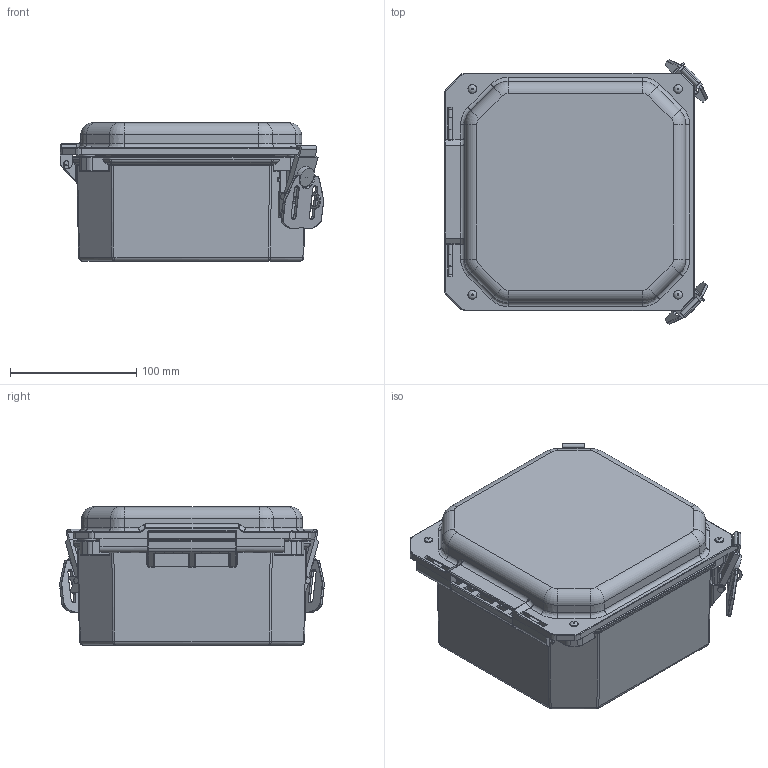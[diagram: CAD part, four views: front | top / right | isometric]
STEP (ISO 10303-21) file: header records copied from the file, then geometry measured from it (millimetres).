
FILE_DESCRIPTION (( 'STEP AP214' ), '1' );
FILE_NAME ('FRCC60604HLL.STEP', '2018-11-01T15:48:48', ( '' ), ( '' ), 'SwSTEP 2.0', 'SolidWorks 2018', '' );
FILE_SCHEMA (( 'AUTOMOTIVE_DESIGN' ));
Length unit declared in the file: inch
Products named in the file (1): FRCC60604HLL
Bounding box: 208.63 x 209.83 x 109.52 mm (x, y, z)
Volume: 534019.6 mm3; surface area: 330420.6 mm2
Topology: 35 solids, 35 shells, 2191 faces, 5222 edges, 3054 vertices
Faces by surface type: cylinder 845, plane 648, bspline 576, cone 102, torus 20
Full cylindrical faces by diameter (mm): 1.267 x4, 1.27 x2, 2.489 x4, 3.429 x4, 3.48 x2, 3.81 x4, 3.861 x8, 3.962 x12, 5.08 x4, 5.3 x4, 5.563 x4, 6.248 x12, 6.401 x4, 7.925 x6, 9.22 x2, 15.24 x2
Entity records: 115857 total; most frequent: CARTESIAN_POINT 42690, ORIENTED_EDGE 9984, DIRECTION 7532, EDGE_CURVE 4992, VERTEX_POINT 3013, AXIS2_PLACEMENT_3D 2631, EDGE_LOOP 2435, FACE_OUTER_BOUND 2299
